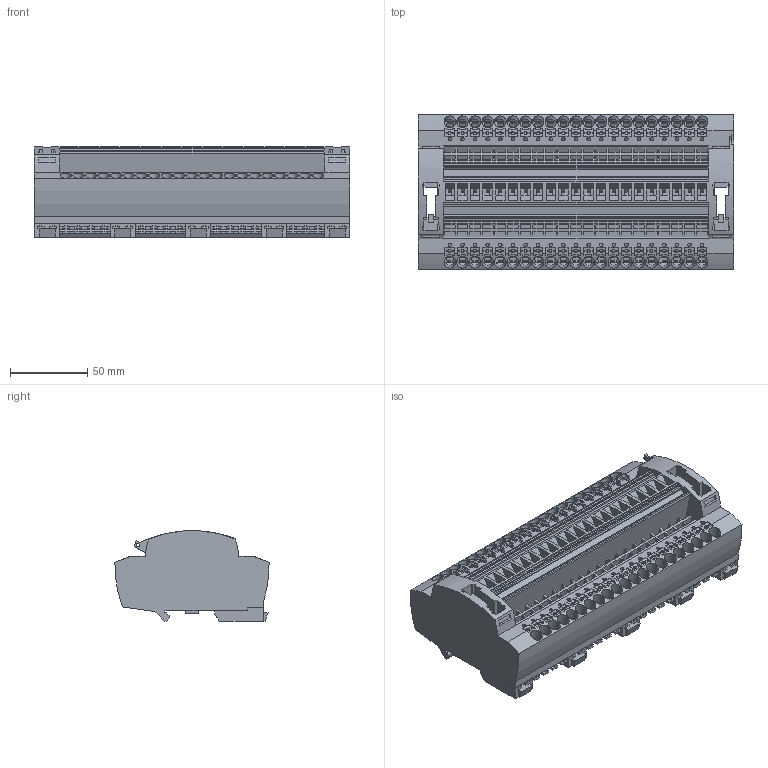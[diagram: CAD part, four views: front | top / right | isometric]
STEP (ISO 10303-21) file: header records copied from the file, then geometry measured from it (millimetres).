
FILE_DESCRIPTION(('Creo Elements/Direct Modeling STEP Export'),'2;1');
FILE_NAME('model.stp','2020-06-03T 0:30:13',(''),(''),'Creo Elements/Direct Modeling STEP processor for AP214 (Solid Model)','Creo Elements/Direct Modeling 20.1A 29-Sep-2018 (C) Parametric Technology GmbH','');
FILE_SCHEMA(('AUTOMOTIVE_DESIGN { 1 0 10303 214 1 1 1 1 }'));
Products named in the file (2): PTRE_6-2_21-select
Assembly tree (1 placements, depth 2):
  PTRE_6-2_21-select
    PTRE_6-2_21-select
Bounding box: 203.75 x 99.63 x 58.6 mm (x, y, z)
Volume: 678258.6 mm3; surface area: 171070.6 mm2
Topology: 1 solids, 1 shells, 3324 faces, 9422 edges, 6249 vertices
Faces by surface type: plane 2851, cylinder 473
Entity records: 164779 total; most frequent: CARTESIAN_POINT 51509, ORIENTED_EDGE 18844, DIRECTION 16898, EDGE_CURVE 9422, VECTOR 7608, LINE 7608, VERTEX_POINT 6249, AXIS2_PLACEMENT_3D 4645
